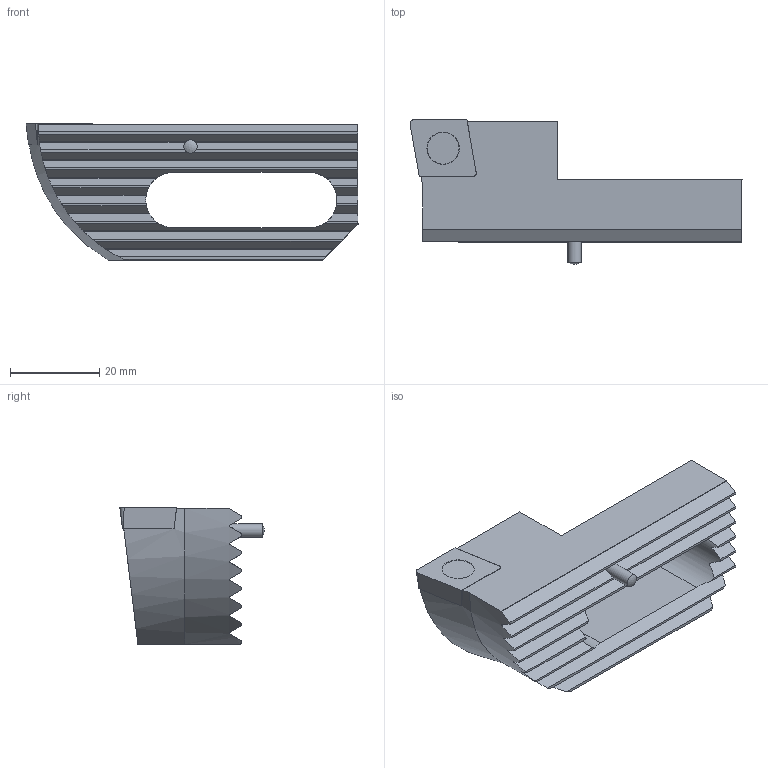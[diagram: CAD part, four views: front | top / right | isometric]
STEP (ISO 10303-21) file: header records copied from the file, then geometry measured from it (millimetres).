
FILE_DESCRIPTION(/* description */ (''),/* implementation_level */ '2;1');
FILE_NAME(/* name */ 'TBH95-116N.stp',/* time_stamp */ '2022-08-10T15:55:45+09:00',/* author */ ('KKK'),/* organization */ (''),/* preprocessor_version */ 'ST-DEVELOPER v18.1',/* originating_system */ 'Autodesk Inventor 2022',/* authorisation */ '');
FILE_SCHEMA (('AUTOMOTIVE_DESIGN { 1 0 10303 214 3 1 1 }'));
Length unit declared in the file: millimetre
Products named in the file (4): TBH95-116N(파생후)(20220719); TBH95-116N(파생후); CCMT060204; IS 2393 - A 3 m6  x 10
Assembly tree (3 placements, depth 2):
  TBH95-116N(파생후)(20220719)
    TBH95-116N(파생후)
    CCMT060204
    IS 2393 - A 3 m6  x 10
Bounding box: 74.3 x 32.28 x 30.6 mm (x, y, z)
Volume: 26255.4 mm3; surface area: 9972.5 mm2
Topology: 3 solids, 3 shells, 88 faces, 241 edges, 159 vertices
Faces by surface type: plane 70, cone 8, cylinder 8, bspline 1, sphere 1
Full cylindrical faces by diameter (mm): 3 x2, 5.5 x2
Entity records: 3004 total; most frequent: CARTESIAN_POINT 519, DIRECTION 516, ORIENTED_EDGE 482, EDGE_CURVE 241, AXIS2_PLACEMENT_3D 186, VERTEX_POINT 159, LINE 144, VECTOR 144
